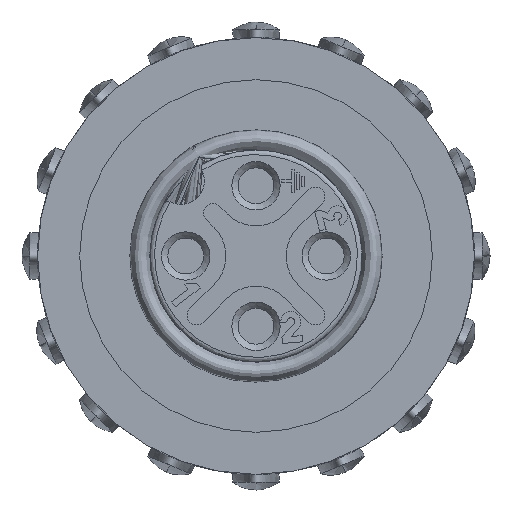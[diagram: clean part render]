
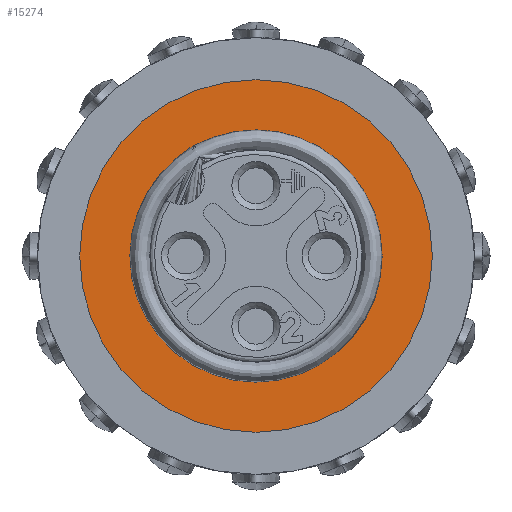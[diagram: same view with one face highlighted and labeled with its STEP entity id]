
A CAD part, left-side view. The second image highlights one B-rep face of the part: STEP entity #15274.
In plain terms, the highlighted planar face has unit normal (-1, 0, 0).
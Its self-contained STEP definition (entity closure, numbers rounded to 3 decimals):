
#13183=CIRCLE('',#42966,11.3);
#13235=CIRCLE('',#43110,8.086);
#13886=FACE_BOUND('',#19637,.T.);
#13887=FACE_BOUND('',#19638,.T.);
#15274=ADVANCED_FACE('',(#13886,#13887),#16693,.T.);
#16693=PLANE('',#43111);
#19637=EDGE_LOOP('',(#24613));
#19638=EDGE_LOOP('',(#24614));
#24613=ORIENTED_EDGE('',*,*,#34059,.F.);
#24614=ORIENTED_EDGE('',*,*,#33833,.F.);
#30395=VERTEX_POINT('',#62029);
#30549=VERTEX_POINT('',#62604);
#33833=EDGE_CURVE('',#30395,#30395,#13183,.T.);
#34059=EDGE_CURVE('',#30549,#30549,#13235,.T.);
#42966=AXIS2_PLACEMENT_3D('',#62028,#47415,#47416);
#43110=AXIS2_PLACEMENT_3D('',#62603,#47862,#47863);
#43111=AXIS2_PLACEMENT_3D('',#62615,#47865,#47866);
#47415=DIRECTION('',(1.,0.,0.));
#47416=DIRECTION('',(0.,-1.,0.));
#47862=DIRECTION('',(-1.,0.,0.));
#47863=DIRECTION('',(0.,-1.,0.));
#47865=DIRECTION('',(-1.,0.,0.));
#47866=DIRECTION('',(0.,0.707,-0.707));
#62028=CARTESIAN_POINT('',(-46.,0.,0.));
#62029=CARTESIAN_POINT('',(-46.,-11.3,0.));
#62603=CARTESIAN_POINT('',(-46.,0.,0.));
#62604=CARTESIAN_POINT('',(-46.,-8.086,0.));
#62615=CARTESIAN_POINT('',(-46.,0.,17.501));
